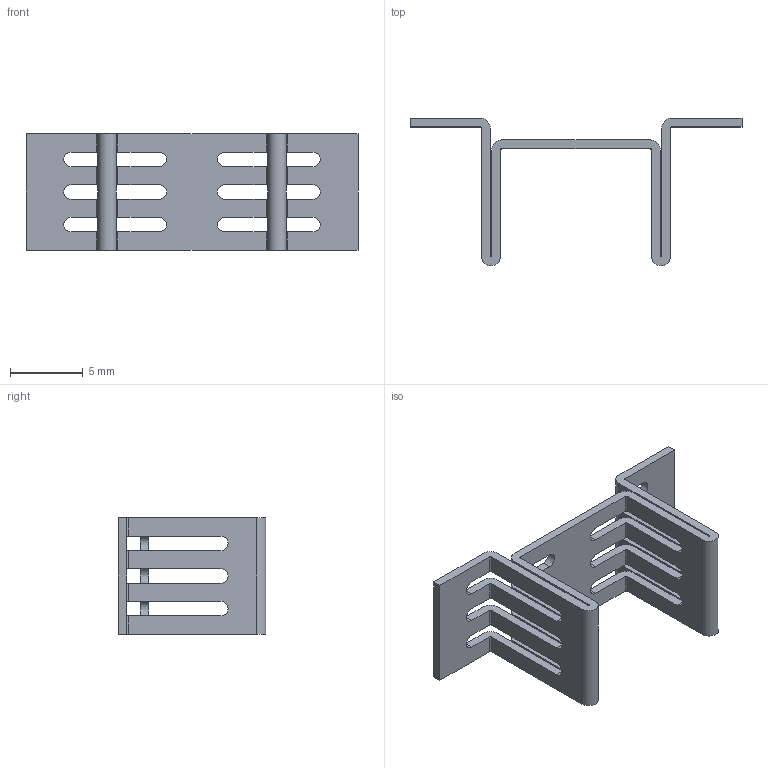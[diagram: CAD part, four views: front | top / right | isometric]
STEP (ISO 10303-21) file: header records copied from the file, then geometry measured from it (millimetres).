
FILE_DESCRIPTION (( 'STEP AP214' ), '1' );
FILE_NAME ('CUI_DEVICES_HSS-C52-NP-SMT-TR.step', '2020-04-22T20:34:55', ( '' ), ( '' ), 'SwSTEP 2.0', 'SolidWorks 2020', '' );
FILE_SCHEMA (( 'AUTOMOTIVE_DESIGN' ));
Length unit declared in the file: inch
Products named in the file (1): CUI_DEVICES_HSS-C52-NP-SMT-TR
Bounding box: 22.86 x 10.16 x 8 mm (x, y, z)
Volume: 205.6 mm3; surface area: 908.7 mm2
Topology: 1 solids, 1 shells, 108 faces, 390 edges, 260 vertices
Faces by surface type: cylinder 66, plane 42
Entity records: 4294 total; most frequent: ORIENTED_EDGE 780, CARTESIAN_POINT 759, DIRECTION 740, EDGE_CURVE 390, VERTEX_POINT 260, VECTOR 258, LINE 258, AXIS2_PLACEMENT_3D 241
